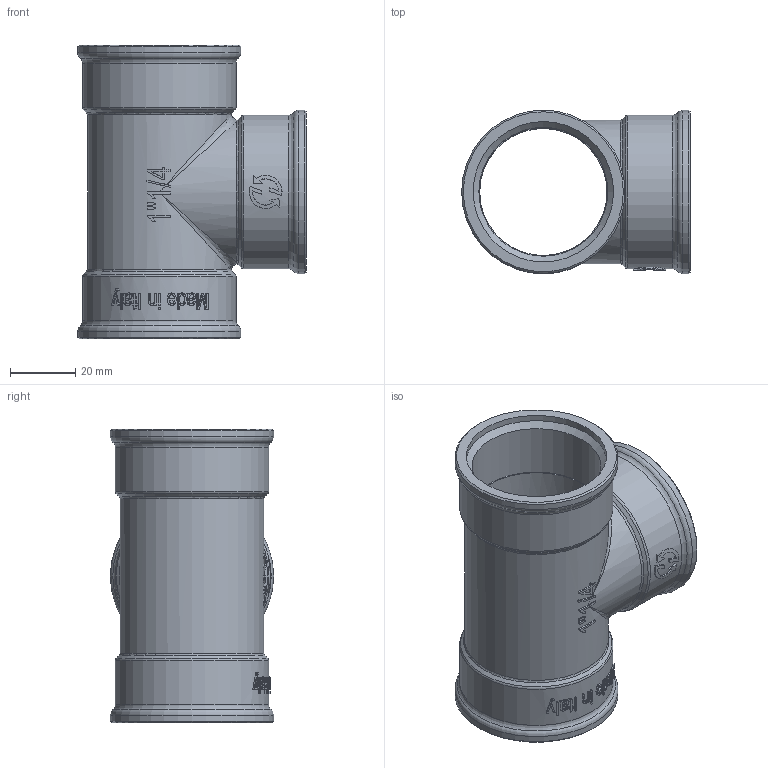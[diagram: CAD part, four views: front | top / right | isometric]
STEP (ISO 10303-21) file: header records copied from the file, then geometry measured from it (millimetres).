
FILE_DESCRIPTION(/* description */ (''),/* implementation_level */ '2;1');
FILE_NAME(/* name */ 't_114_ms.stp',/* time_stamp */ '2016-12-20T09:12:49+01:00',/* author */ ('leitheußer'),/* organization */ (''),/* preprocessor_version */ 'ST-DEVELOPER v15.6',/* originating_system */ 'Autodesk Inventor LT ',/* authorisation */ '');
FILE_SCHEMA (('AUTOMOTIVE_DESIGN { 1 0 10303 214 3 1 1 }'));
Length unit declared in the file: millimetre
Products named in the file (1): 270014H121200A
Bounding box: 70 x 50 x 90 mm (x, y, z)
Volume: 47376.6 mm3; surface area: 31492.8 mm2
Topology: 1 solids, 1 shells, 282 faces, 747 edges, 487 vertices
Faces by surface type: bspline 121, plane 95, cylinder 42, torus 12, cone 12
Full cylindrical faces by diameter (mm): 39 x2, 39.5 x3, 43 x3, 47 x3, 50 x3
Entity records: 11303 total; most frequent: CARTESIAN_POINT 5170, ORIENTED_EDGE 1392, DIRECTION 952, EDGE_CURVE 696, VERTEX_POINT 477, EDGE_LOOP 347, AXIS2_PLACEMENT_3D 325, LINE 302
